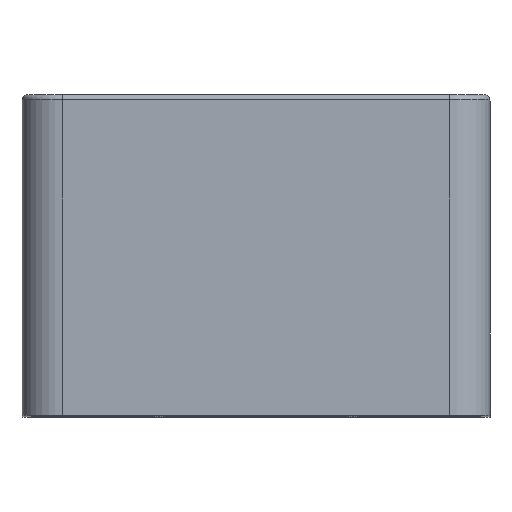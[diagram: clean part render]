
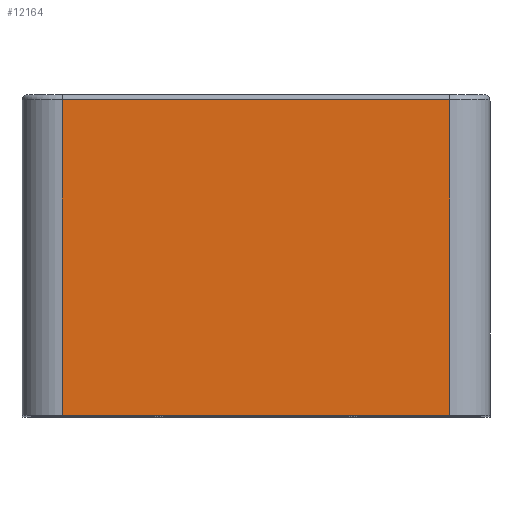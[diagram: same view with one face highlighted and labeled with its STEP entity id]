
A CAD part, top view. The second image highlights one B-rep face of the part: STEP entity #12164.
In plain terms, the highlighted planar face has unit normal (0, 0, 1).
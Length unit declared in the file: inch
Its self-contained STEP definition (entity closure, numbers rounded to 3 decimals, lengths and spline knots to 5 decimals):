
#368=LINE('',#18090,#1614);
#376=LINE('',#18130,#1622);
#377=LINE('',#18134,#1623);
#378=LINE('',#18135,#1624);
#1614=VECTOR('',#14308,0.3937);
#1622=VECTOR('',#14360,0.3937);
#1623=VECTOR('',#14365,0.3937);
#1624=VECTOR('',#14366,0.3937);
#2848=PLANE('',#12945);
#3313=FACE_OUTER_BOUND('',#4022,.T.);
#4022=EDGE_LOOP('',(#8600,#8601,#8602,#8603));
#5422=VERTEX_POINT('',#18087);
#5423=VERTEX_POINT('',#18089);
#5433=VERTEX_POINT('',#18129);
#5434=VERTEX_POINT('',#18133);
#6667=EDGE_CURVE('',#5422,#5423,#368,.T.);
#6687=EDGE_CURVE('',#5423,#5433,#376,.T.);
#6689=EDGE_CURVE('',#5422,#5434,#377,.T.);
#6690=EDGE_CURVE('',#5433,#5434,#378,.T.);
#8600=ORIENTED_EDGE('',*,*,#6667,.F.);
#8601=ORIENTED_EDGE('',*,*,#6689,.T.);
#8602=ORIENTED_EDGE('',*,*,#6690,.F.);
#8603=ORIENTED_EDGE('',*,*,#6687,.F.);
#12164=ADVANCED_FACE('',(#3313),#2848,.T.);
#12945=AXIS2_PLACEMENT_3D('',#18132,#14363,#14364);
#14308=DIRECTION('',(1.,0.,0.));
#14360=DIRECTION('',(0.,-1.,0.));
#14363=DIRECTION('center_axis',(0.,0.,1.));
#14364=DIRECTION('ref_axis',(-1.,0.,0.));
#14365=DIRECTION('',(0.,-1.,0.));
#14366=DIRECTION('',(-1.,0.,0.));
#18087=CARTESIAN_POINT('',(-1.9125,-0.05,5.375));
#18089=CARTESIAN_POINT('',(1.9125,-0.05,5.375));
#18090=CARTESIAN_POINT('',(-0.34125,-0.05,5.375));
#18129=CARTESIAN_POINT('',(1.9125,-3.167,5.375));
#18130=CARTESIAN_POINT('',(1.9125,0.,5.375));
#18132=CARTESIAN_POINT('Origin',(0.,0.,5.375));
#18133=CARTESIAN_POINT('',(-1.9125,-3.167,5.375));
#18134=CARTESIAN_POINT('',(-1.9125,0.,5.375));
#18135=CARTESIAN_POINT('',(-0.57813,-3.167,5.375));
